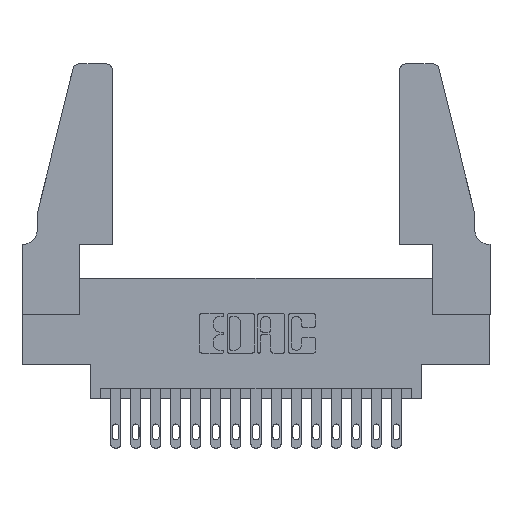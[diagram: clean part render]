
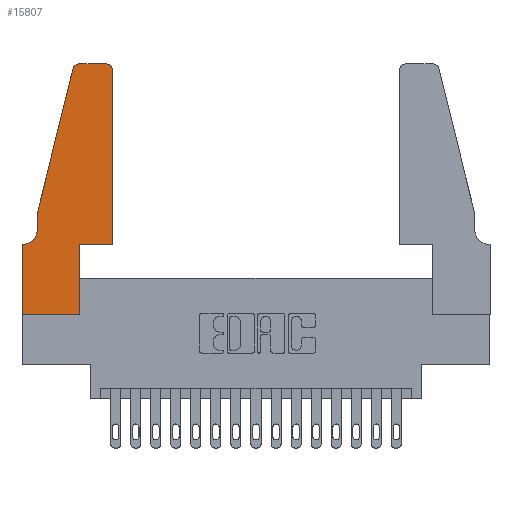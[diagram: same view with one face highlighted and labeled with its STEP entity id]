
A CAD part, top view. The second image highlights one B-rep face of the part: STEP entity #15807.
In plain terms, the highlighted planar face has unit normal (0, 0, 1).
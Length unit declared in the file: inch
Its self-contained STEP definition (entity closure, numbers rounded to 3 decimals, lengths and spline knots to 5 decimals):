
#696 = VECTOR ( 'NONE', #11735, 39.37008 ) ;
#765 = ORIENTED_EDGE ( 'NONE', *, *, #14555, .T. ) ;
#768 = LINE ( 'NONE', #7127, #8602 ) ;
#839 = EDGE_CURVE ( 'NONE', #4981, #12799, #12935, .T. ) ;
#1158 = VERTEX_POINT ( 'NONE', #11265 ) ;
#1195 = AXIS2_PLACEMENT_3D ( 'NONE', #6932, #9699, #3784 ) ;
#1228 = DIRECTION ( 'NONE',  ( 0., 0., 1. ) ) ;
#1428 = VECTOR ( 'NONE', #13933, 39.37008 ) ;
#1511 = CARTESIAN_POINT ( 'NONE',  ( 0., 0., 0.37 ) ) ;
#1660 = AXIS2_PLACEMENT_3D ( 'NONE', #14972, #1228, #16347 ) ;
#1743 = VERTEX_POINT ( 'NONE', #14666 ) ;
#1772 = ORIENTED_EDGE ( 'NONE', *, *, #16076, .T. ) ;
#1819 = ORIENTED_EDGE ( 'NONE', *, *, #11636, .T. ) ;
#1833 = EDGE_CURVE ( 'NONE', #9312, #11087, #10780, .T. ) ;
#1903 = VECTOR ( 'NONE', #13551, 39.37008 ) ;
#2099 = ORIENTED_EDGE ( 'NONE', *, *, #1833, .T. ) ;
#2400 = CARTESIAN_POINT ( 'NONE',  ( 0., 0., 0.37 ) ) ;
#2579 = PLANE ( 'NONE',  #1660 ) ;
#3099 = EDGE_CURVE ( 'NONE', #11088, #1743, #15177, .T. ) ;
#3138 = EDGE_LOOP ( 'NONE', ( #1772, #765, #16384, #12288, #1819, #7242, #15975, #11125, #2099, #14472, #13465, #3340 ) ) ;
#3314 = CARTESIAN_POINT ( 'NONE',  ( 0.284, 1.25, 0.37 ) ) ;
#3340 = ORIENTED_EDGE ( 'NONE', *, *, #8629, .T. ) ;
#3420 = CARTESIAN_POINT ( 'NONE',  ( 0.0055, 0.35, 0.37 ) ) ;
#3490 = LINE ( 'NONE', #14873, #13091 ) ;
#3617 = AXIS2_PLACEMENT_3D ( 'NONE', #4094, #9573, #10987 ) ;
#3784 = DIRECTION ( 'NONE',  ( 1., 0., 0. ) ) ;
#4094 = CARTESIAN_POINT ( 'NONE',  ( 0.4205, 1.22, 0.37 ) ) ;
#4660 = LINE ( 'NONE', #10820, #1903 ) ;
#4685 = DIRECTION ( 'NONE',  ( -1., 0., 0. ) ) ;
#4981 = VERTEX_POINT ( 'NONE', #3420 ) ;
#5635 = VERTEX_POINT ( 'NONE', #9223 ) ;
#6163 = CIRCLE ( 'NONE', #3617, 0.03 ) ;
#6413 = FACE_OUTER_BOUND ( 'NONE', #3138, .T. ) ;
#6853 = CARTESIAN_POINT ( 'NONE',  ( 0.0755, 0.5, 0.37 ) ) ;
#6901 = EDGE_CURVE ( 'NONE', #11087, #5635, #3490, .T. ) ;
#6932 = CARTESIAN_POINT ( 'NONE',  ( 0.284, 1.22, 0.37 ) ) ;
#7072 = DIRECTION ( 'NONE',  ( 1., 0., 0. ) ) ;
#7127 = CARTESIAN_POINT ( 'NONE',  ( 0., 0., 0.37 ) ) ;
#7157 = VECTOR ( 'NONE', #4685, 39.37008 ) ;
#7242 = ORIENTED_EDGE ( 'NONE', *, *, #839, .T. ) ;
#7528 = VECTOR ( 'NONE', #13378, 39.37008 ) ;
#7560 = CARTESIAN_POINT ( 'NONE',  ( 0.0755, 0.5, 0.37 ) ) ;
#7802 = VERTEX_POINT ( 'NONE', #1511 ) ;
#7933 = CARTESIAN_POINT ( 'NONE',  ( 0.4505, 1.22, 0.37 ) ) ;
#8109 = VERTEX_POINT ( 'NONE', #7933 ) ;
#8383 = LINE ( 'NONE', #2400, #7528 ) ;
#8602 = VECTOR ( 'NONE', #7072, 39.37008 ) ;
#8612 = CARTESIAN_POINT ( 'NONE',  ( 0.2605, 1.25, 0.37 ) ) ;
#8629 = EDGE_CURVE ( 'NONE', #8109, #1158, #6163, .T. ) ;
#8877 = LINE ( 'NONE', #8612, #7157 ) ;
#9223 = CARTESIAN_POINT ( 'NONE',  ( 0.4505, 0.35, 0.37 ) ) ;
#9249 = CARTESIAN_POINT ( 'NONE',  ( 0.2865, 0., 0.37 ) ) ;
#9312 = VERTEX_POINT ( 'NONE', #9249 ) ;
#9412 = VECTOR ( 'NONE', #14934, 39.37008 ) ;
#9573 = DIRECTION ( 'NONE',  ( 0., 0., 1. ) ) ;
#9699 = DIRECTION ( 'NONE',  ( 0., 0., 1. ) ) ;
#9748 = EDGE_CURVE ( 'NONE', #12799, #7802, #8383, .T. ) ;
#10602 = DIRECTION ( 'NONE',  ( 1., 0., 0. ) ) ;
#10780 = LINE ( 'NONE', #10874, #12273 ) ;
#10791 = VERTEX_POINT ( 'NONE', #11214 ) ;
#10820 = CARTESIAN_POINT ( 'NONE',  ( 0.4505, 0.35, 0.37 ) ) ;
#10847 = VERTEX_POINT ( 'NONE', #3314 ) ;
#10874 = CARTESIAN_POINT ( 'NONE',  ( 0.2865, 0.35, 0.37 ) ) ;
#10987 = DIRECTION ( 'NONE',  ( 1., 0., 0. ) ) ;
#11087 = VERTEX_POINT ( 'NONE', #16194 ) ;
#11088 = VERTEX_POINT ( 'NONE', #17505 ) ;
#11125 = ORIENTED_EDGE ( 'NONE', *, *, #17269, .T. ) ;
#11151 = EDGE_CURVE ( 'NONE', #1743, #10791, #17311, .T. ) ;
#11214 = CARTESIAN_POINT ( 'NONE',  ( 0.0755, 0.42, 0.37 ) ) ;
#11265 = CARTESIAN_POINT ( 'NONE',  ( 0.4205, 1.25, 0.37 ) ) ;
#11564 = AXIS2_PLACEMENT_3D ( 'NONE', #15966, #17170, #11884 ) ;
#11636 = EDGE_CURVE ( 'NONE', #10791, #4981, #16700, .T. ) ;
#11735 = DIRECTION ( 'NONE',  ( -0.239, -0.971, 0. ) ) ;
#11884 = DIRECTION ( 'NONE',  ( -1., 0., 0. ) ) ;
#11905 = CIRCLE ( 'NONE', #1195, 0.03 ) ;
#12244 = DIRECTION ( 'NONE',  ( 0., 1., 0. ) ) ;
#12273 = VECTOR ( 'NONE', #12244, 39.37008 ) ;
#12288 = ORIENTED_EDGE ( 'NONE', *, *, #11151, .T. ) ;
#12799 = VERTEX_POINT ( 'NONE', #13077 ) ;
#12935 = LINE ( 'NONE', #13999, #1428 ) ;
#13077 = CARTESIAN_POINT ( 'NONE',  ( 0., 0.35, 0.37 ) ) ;
#13091 = VECTOR ( 'NONE', #10602, 39.37008 ) ;
#13378 = DIRECTION ( 'NONE',  ( 0., -1., 0. ) ) ;
#13465 = ORIENTED_EDGE ( 'NONE', *, *, #15823, .T. ) ;
#13551 = DIRECTION ( 'NONE',  ( 0., 1., 0. ) ) ;
#13933 = DIRECTION ( 'NONE',  ( -1., 0., 0. ) ) ;
#13999 = CARTESIAN_POINT ( 'NONE',  ( 0.0755, 0.35, 0.37 ) ) ;
#14472 = ORIENTED_EDGE ( 'NONE', *, *, #6901, .T. ) ;
#14555 = EDGE_CURVE ( 'NONE', #10847, #11088, #11905, .T. ) ;
#14666 = CARTESIAN_POINT ( 'NONE',  ( 0.0755, 0.5, 0.37 ) ) ;
#14873 = CARTESIAN_POINT ( 'NONE',  ( 0.4505, 0.35, 0.37 ) ) ;
#14934 = DIRECTION ( 'NONE',  ( 0., -1., 0. ) ) ;
#14972 = CARTESIAN_POINT ( 'NONE',  ( 0., 0.35, 0.37 ) ) ;
#15177 = LINE ( 'NONE', #7560, #696 ) ;
#15807 = ADVANCED_FACE ( 'NONE', ( #6413 ), #2579, .T. ) ;
#15823 = EDGE_CURVE ( 'NONE', #5635, #8109, #4660, .T. ) ;
#15966 = CARTESIAN_POINT ( 'NONE',  ( 0.0055, 0.42, 0.37 ) ) ;
#15975 = ORIENTED_EDGE ( 'NONE', *, *, #9748, .T. ) ;
#16076 = EDGE_CURVE ( 'NONE', #1158, #10847, #8877, .T. ) ;
#16194 = CARTESIAN_POINT ( 'NONE',  ( 0.2865, 0.35, 0.37 ) ) ;
#16347 = DIRECTION ( 'NONE',  ( 1., 0., 0. ) ) ;
#16384 = ORIENTED_EDGE ( 'NONE', *, *, #3099, .T. ) ;
#16700 = CIRCLE ( 'NONE', #11564, 0.07 ) ;
#17170 = DIRECTION ( 'NONE',  ( 0., 0., -1. ) ) ;
#17269 = EDGE_CURVE ( 'NONE', #7802, #9312, #768, .T. ) ;
#17311 = LINE ( 'NONE', #6853, #9412 ) ;
#17505 = CARTESIAN_POINT ( 'NONE',  ( 0.25487, 1.22718, 0.37 ) ) ;
